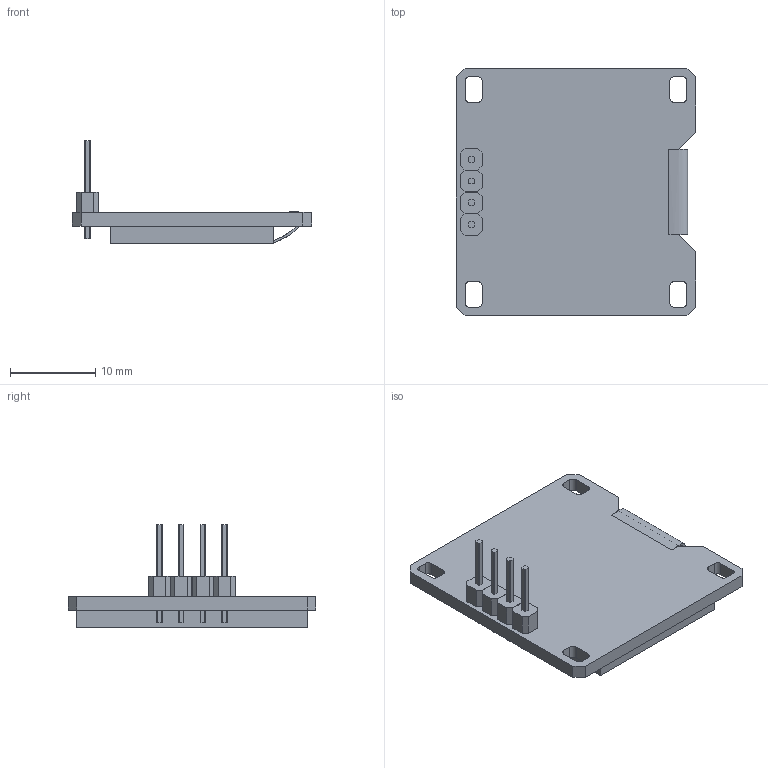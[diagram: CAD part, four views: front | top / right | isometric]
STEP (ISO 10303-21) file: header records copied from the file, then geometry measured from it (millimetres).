
FILE_DESCRIPTION(/* description */ (''),/* implementation_level */ '2;1');
FILE_NAME(/* name */ '0,96 inch OLED display module.step',/* time_stamp */ '2022-12-21T21:00:05+10:00',/* author */ (''),/* organization */ (''),/* preprocessor_version */ 'ST-DEVELOPER v19.2',/* originating_system */ 'Autodesk Translation Framework v11.17.0.187',/* authorisation */ '');
FILE_SCHEMA (('AUTOMOTIVE_DESIGN { 1 0 10303 214 3 1 1 }'));
Length unit declared in the file: millimetre
Products named in the file (1): экран
Bounding box: 28 x 29 x 12 mm (x, y, z)
Volume: 2250.8 mm3; surface area: 3414.1 mm2
Topology: 11 solids, 11 shells, 179 faces, 468 edges, 312 vertices
Faces by surface type: plane 157, cylinder 20, bspline 2
Full cylindrical faces by diameter (mm): 1 x4
Entity records: 5730 total; most frequent: CARTESIAN_POINT 1174, ORIENTED_EDGE 936, DIRECTION 860, EDGE_CURVE 468, LINE 424, VECTOR 424, VERTEX_POINT 312, AXIS2_PLACEMENT_3D 218
